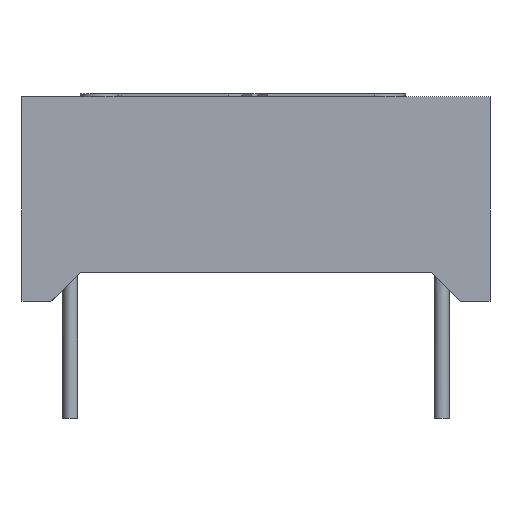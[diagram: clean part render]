
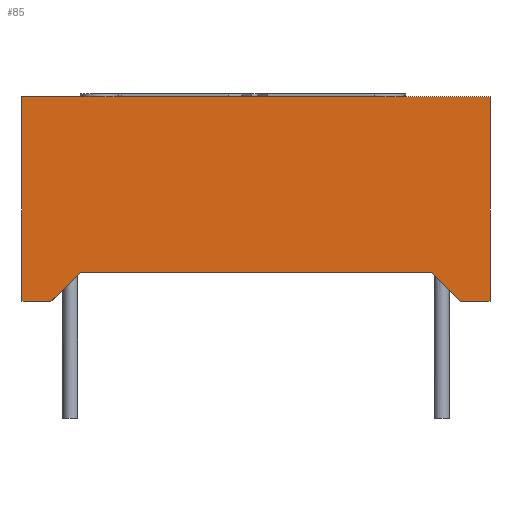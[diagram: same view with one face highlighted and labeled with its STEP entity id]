
A CAD part, front view. The second image highlights one B-rep face of the part: STEP entity #85.
In plain terms, the highlighted planar face has unit normal (0, -1, 0).
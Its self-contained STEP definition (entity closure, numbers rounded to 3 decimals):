
#13=DIRECTION('',(0.,0.,1.));
#40=DIRECTION('',(-0.707,0.,0.707));
#44=VECTOR('',#13,1.);
#51=ORIENTED_EDGE('',*,*,#52,.F.);
#52=EDGE_CURVE('',#53,#55,#57,.T.);
#53=VERTEX_POINT('',#54);
#54=CARTESIAN_POINT('',(13.34,-18.99,0.));
#55=VERTEX_POINT('',#56);
#56=CARTESIAN_POINT('',(12.34,-18.99,1.));
#57=LINE('',#58,#59);
#58=CARTESIAN_POINT('',(13.343,-18.99,-0.003));
#59=VECTOR('',#40,1.);
#85=ADVANCED_FACE('',(#86),#126,.T.);
#86=FACE_BOUND('',#87,.T.);
#87=EDGE_LOOP('',(#88,#95,#100,#105,#110,#114,#122,#51));
#88=ORIENTED_EDGE('',*,*,#89,.F.);
#89=EDGE_CURVE('',#90,#53,#92,.T.);
#90=VERTEX_POINT('',#91);
#91=CARTESIAN_POINT('',(14.35,-18.99,0.));
#92=LINE('',#91,#93);
#93=VECTOR('',#94,1.);
#94=DIRECTION('',(-1.,0.,0.));
#95=ORIENTED_EDGE('',*,*,#96,.T.);
#96=EDGE_CURVE('',#90,#97,#99,.T.);
#97=VERTEX_POINT('',#98);
#98=CARTESIAN_POINT('',(14.35,-18.99,7.));
#99=LINE('',#91,#44);
#100=ORIENTED_EDGE('',*,*,#101,.T.);
#101=EDGE_CURVE('',#97,#102,#104,.T.);
#102=VERTEX_POINT('',#103);
#103=CARTESIAN_POINT('',(-1.65,-18.99,7.));
#104=LINE('',#98,#93);
#105=ORIENTED_EDGE('',*,*,#106,.F.);
#106=EDGE_CURVE('',#107,#102,#109,.T.);
#107=VERTEX_POINT('',#108);
#108=CARTESIAN_POINT('',(-1.65,-18.99,0.));
#109=LINE('',#108,#44);
#110=ORIENTED_EDGE('',*,*,#111,.F.);
#111=EDGE_CURVE('',#112,#107,#92,.T.);
#112=VERTEX_POINT('',#113);
#113=CARTESIAN_POINT('',(-0.66,-18.99,0.));
#114=ORIENTED_EDGE('',*,*,#115,.F.);
#115=EDGE_CURVE('',#116,#112,#118,.T.);
#116=VERTEX_POINT('',#117);
#117=CARTESIAN_POINT('',(0.34,-18.99,1.));
#118=LINE('',#119,#120);
#119=CARTESIAN_POINT('',(3.343,-18.99,4.003));
#120=VECTOR('',#121,1.);
#121=DIRECTION('',(-0.707,0.,-0.707));
#122=ORIENTED_EDGE('',*,*,#123,.F.);
#123=EDGE_CURVE('',#55,#116,#124,.T.);
#124=LINE('',#125,#93);
#125=CARTESIAN_POINT('',(6.845,-18.99,1.));
#126=PLANE('',#127);
#127=AXIS2_PLACEMENT_3D('',#91,#128,#94);
#128=DIRECTION('',(0.,-1.,0.));
